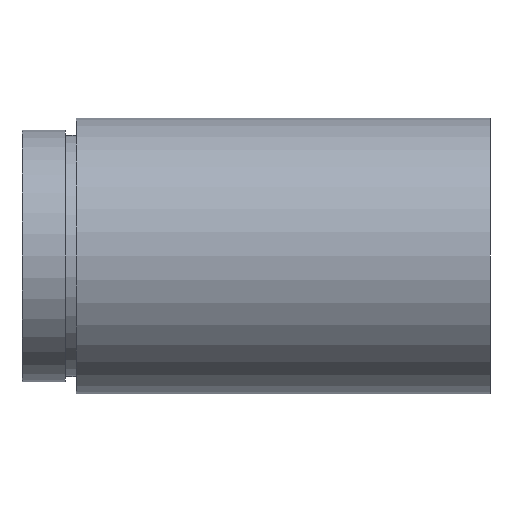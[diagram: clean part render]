
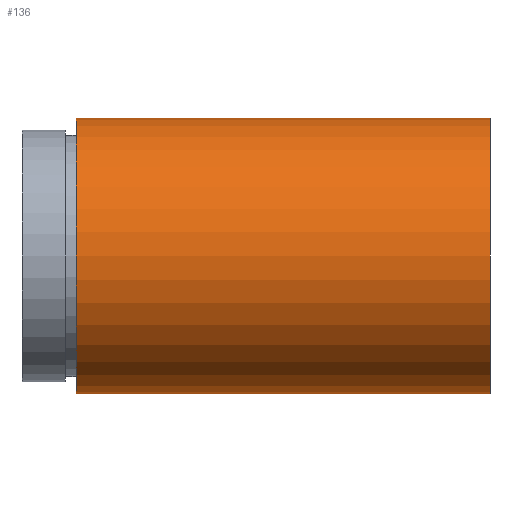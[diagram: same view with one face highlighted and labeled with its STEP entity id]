
A CAD part, left-side view. The second image highlights one B-rep face of the part: STEP entity #136.
In plain terms, the highlighted cylindrical face has radius 12.7 mm (diameter 25.4 mm), a partial arc.
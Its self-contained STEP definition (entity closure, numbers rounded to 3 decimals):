
#49 = CARTESIAN_POINT ( 'NONE',  ( 0., 161.376, 12.7 ) ) ;
#73 = AXIS2_PLACEMENT_3D ( 'NONE', #581, #222, #162 ) ;
#77 = VERTEX_POINT ( 'NONE', #94 ) ;
#83 = VERTEX_POINT ( 'NONE', #524 ) ;
#90 = ORIENTED_EDGE ( 'NONE', *, *, #505, .F. ) ;
#94 = CARTESIAN_POINT ( 'NONE',  ( 0., 0., 12.7 ) ) ;
#118 = VERTEX_POINT ( 'NONE', #296 ) ;
#130 = VERTEX_POINT ( 'NONE', #610 ) ;
#136 = ADVANCED_FACE ( 'NONE', ( #419 ), #506, .T. ) ;
#151 = DIRECTION ( 'NONE',  ( 0., 0., 1. ) ) ;
#152 = ORIENTED_EDGE ( 'NONE', *, *, #201, .T. ) ;
#153 = AXIS2_PLACEMENT_3D ( 'NONE', #578, #250, #151 ) ;
#156 = VECTOR ( 'NONE', #441, 1000. ) ;
#157 = ORIENTED_EDGE ( 'NONE', *, *, #309, .F. ) ;
#162 = DIRECTION ( 'NONE',  ( 0., 0., 1. ) ) ;
#186 = LINE ( 'NONE', #591, #458 ) ;
#197 = DIRECTION ( 'NONE',  ( 0., 1., 0. ) ) ;
#201 = EDGE_CURVE ( 'NONE', #77, #130, #452, .T. ) ;
#222 = DIRECTION ( 'NONE',  ( 0., 1., 0. ) ) ;
#250 = DIRECTION ( 'NONE',  ( 0., 1., 0. ) ) ;
#272 = CIRCLE ( 'NONE', #73, 12.7 ) ;
#296 = CARTESIAN_POINT ( 'NONE',  ( 0., 0., -12.7 ) ) ;
#309 = EDGE_CURVE ( 'NONE', #83, #130, #272, .T. ) ;
#329 = DIRECTION ( 'NONE',  ( 0., 1., 0. ) ) ;
#419 = FACE_OUTER_BOUND ( 'NONE', #597, .T. ) ;
#432 = DIRECTION ( 'NONE',  ( 0., 0., 1. ) ) ;
#441 = DIRECTION ( 'NONE',  ( 0., 1., 0. ) ) ;
#452 = LINE ( 'NONE', #49, #156 ) ;
#458 = VECTOR ( 'NONE', #329, 1000. ) ;
#505 = EDGE_CURVE ( 'NONE', #118, #83, #186, .T. ) ;
#506 = CYLINDRICAL_SURFACE ( 'NONE', #153, 12.7 ) ;
#523 = CARTESIAN_POINT ( 'NONE',  ( 0., 0., 0. ) ) ;
#524 = CARTESIAN_POINT ( 'NONE',  ( 0., 38.1, -12.7 ) ) ;
#546 = ORIENTED_EDGE ( 'NONE', *, *, #593, .T. ) ;
#571 = CIRCLE ( 'NONE', #612, 12.7 ) ;
#578 = CARTESIAN_POINT ( 'NONE',  ( 0., 161.376, 0. ) ) ;
#581 = CARTESIAN_POINT ( 'NONE',  ( 0., 38.1, 0. ) ) ;
#591 = CARTESIAN_POINT ( 'NONE',  ( 0., 161.376, -12.7 ) ) ;
#593 = EDGE_CURVE ( 'NONE', #118, #77, #571, .T. ) ;
#597 = EDGE_LOOP ( 'NONE', ( #90, #546, #152, #157 ) ) ;
#610 = CARTESIAN_POINT ( 'NONE',  ( 0., 38.1, 12.7 ) ) ;
#612 = AXIS2_PLACEMENT_3D ( 'NONE', #523, #197, #432 ) ;
